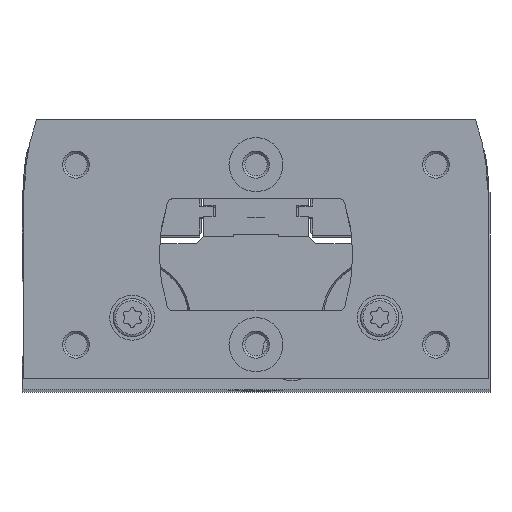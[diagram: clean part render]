
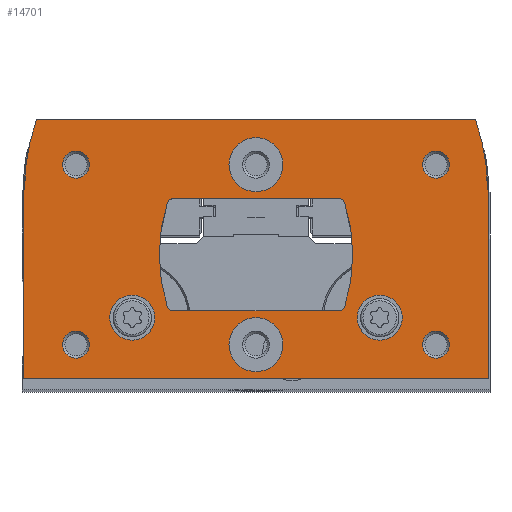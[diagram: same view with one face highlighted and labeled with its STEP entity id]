
A CAD part, top view. The second image highlights one B-rep face of the part: STEP entity #14701.
In plain terms, the highlighted planar face has unit normal (0, 0, 1).
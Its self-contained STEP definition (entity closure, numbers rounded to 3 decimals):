
#508=LINE('',#22969,#1350);
#513=LINE('',#22979,#1355);
#532=LINE('',#23028,#1374);
#538=LINE('',#23040,#1380);
#552=LINE('',#23111,#1394);
#554=LINE('',#23114,#1396);
#555=LINE('',#23178,#1397);
#556=LINE('',#23198,#1398);
#1350=VECTOR('',#18601,1000.);
#1355=VECTOR('',#18608,1000.);
#1374=VECTOR('',#18645,1000.);
#1380=VECTOR('',#18655,1000.);
#1394=VECTOR('',#18707,1000.);
#1396=VECTOR('',#18711,1000.);
#1397=VECTOR('',#18776,1000.);
#1398=VECTOR('',#18797,1000.);
#1922=PLANE('',#15873);
#3546=ORIENTED_EDGE('',*,*,#6536,.F.);
#3547=ORIENTED_EDGE('',*,*,#6537,.F.);
#3548=ORIENTED_EDGE('',*,*,#6538,.T.);
#3549=ORIENTED_EDGE('',*,*,#6539,.T.);
#3550=ORIENTED_EDGE('',*,*,#6540,.T.);
#3551=ORIENTED_EDGE('',*,*,#6541,.T.);
#3552=ORIENTED_EDGE('',*,*,#6542,.T.);
#3553=ORIENTED_EDGE('',*,*,#6543,.T.);
#3554=ORIENTED_EDGE('',*,*,#6484,.F.);
#3555=ORIENTED_EDGE('',*,*,#6501,.F.);
#3556=ORIENTED_EDGE('',*,*,#6496,.F.);
#3557=ORIENTED_EDGE('',*,*,#6493,.F.);
#3558=ORIENTED_EDGE('',*,*,#6544,.F.);
#3559=ORIENTED_EDGE('',*,*,#6545,.F.);
#3560=ORIENTED_EDGE('',*,*,#6546,.F.);
#3561=ORIENTED_EDGE('',*,*,#6487,.F.);
#3562=ORIENTED_EDGE('',*,*,#6471,.T.);
#3563=ORIENTED_EDGE('',*,*,#6465,.T.);
#3564=ORIENTED_EDGE('',*,*,#6503,.T.);
#3565=ORIENTED_EDGE('',*,*,#6435,.T.);
#3566=ORIENTED_EDGE('',*,*,#6440,.T.);
#3567=ORIENTED_EDGE('',*,*,#6444,.T.);
#3568=ORIENTED_EDGE('',*,*,#6535,.T.);
#3569=ORIENTED_EDGE('',*,*,#6477,.T.);
#6435=EDGE_CURVE('',#8075,#8074,#508,.T.);
#6440=EDGE_CURVE('',#8074,#8078,#513,.T.);
#6444=EDGE_CURVE('',#8078,#8080,#9140,.T.);
#6465=EDGE_CURVE('',#8097,#8099,#532,.T.);
#6471=EDGE_CURVE('',#8103,#8097,#538,.T.);
#6477=EDGE_CURVE('',#8108,#8103,#9146,.T.);
#6484=EDGE_CURVE('',#8112,#8113,#9149,.T.);
#6487=EDGE_CURVE('',#8113,#8114,#9150,.T.);
#6493=EDGE_CURVE('',#8118,#8119,#9153,.T.);
#6496=EDGE_CURVE('',#8119,#8121,#9154,.T.);
#6501=EDGE_CURVE('',#8121,#8112,#552,.T.);
#6503=EDGE_CURVE('',#8099,#8075,#554,.T.);
#6535=EDGE_CURVE('',#8080,#8108,#555,.T.);
#6536=EDGE_CURVE('',#8155,#8155,#9188,.T.);
#6537=EDGE_CURVE('',#8156,#8156,#9189,.T.);
#6538=EDGE_CURVE('',#8157,#8157,#9190,.T.);
#6539=EDGE_CURVE('',#8158,#8158,#9191,.T.);
#6540=EDGE_CURVE('',#8159,#8159,#9192,.T.);
#6541=EDGE_CURVE('',#8160,#8160,#9193,.T.);
#6542=EDGE_CURVE('',#8161,#8161,#9194,.T.);
#6543=EDGE_CURVE('',#8162,#8162,#9195,.T.);
#6544=EDGE_CURVE('',#8163,#8118,#9196,.T.);
#6545=EDGE_CURVE('',#8164,#8163,#556,.T.);
#6546=EDGE_CURVE('',#8114,#8164,#9197,.T.);
#8074=VERTEX_POINT('',#22968);
#8075=VERTEX_POINT('',#22970);
#8078=VERTEX_POINT('',#22978);
#8080=VERTEX_POINT('',#22985);
#8097=VERTEX_POINT('',#23022);
#8099=VERTEX_POINT('',#23027);
#8103=VERTEX_POINT('',#23038);
#8108=VERTEX_POINT('',#23053);
#8112=VERTEX_POINT('',#23068);
#8113=VERTEX_POINT('',#23070);
#8114=VERTEX_POINT('',#23078);
#8118=VERTEX_POINT('',#23091);
#8119=VERTEX_POINT('',#23093);
#8121=VERTEX_POINT('',#23103);
#8155=VERTEX_POINT('',#23181);
#8156=VERTEX_POINT('',#23183);
#8157=VERTEX_POINT('',#23185);
#8158=VERTEX_POINT('',#23187);
#8159=VERTEX_POINT('',#23189);
#8160=VERTEX_POINT('',#23191);
#8161=VERTEX_POINT('',#23193);
#8162=VERTEX_POINT('',#23195);
#8163=VERTEX_POINT('',#23197);
#8164=VERTEX_POINT('',#23199);
#9140=CIRCLE('',#15812,46.);
#9146=CIRCLE('',#15824,46.);
#9149=CIRCLE('',#15828,1.5);
#9150=CIRCLE('',#15830,38.);
#9153=CIRCLE('',#15834,38.);
#9154=CIRCLE('',#15836,1.5);
#9188=CIRCLE('',#15874,5.);
#9189=CIRCLE('',#15875,5.);
#9190=CIRCLE('',#15876,6.);
#9191=CIRCLE('',#15877,6.);
#9192=CIRCLE('',#15878,3.);
#9193=CIRCLE('',#15879,3.);
#9194=CIRCLE('',#15880,3.);
#9195=CIRCLE('',#15881,3.);
#9196=CIRCLE('',#15882,1.5);
#9197=CIRCLE('',#15883,1.5);
#10245=EDGE_LOOP('',(#3546));
#10246=EDGE_LOOP('',(#3547));
#10247=EDGE_LOOP('',(#3548));
#10248=EDGE_LOOP('',(#3549));
#10249=EDGE_LOOP('',(#3550));
#10250=EDGE_LOOP('',(#3551));
#10251=EDGE_LOOP('',(#3552));
#10252=EDGE_LOOP('',(#3553));
#10253=EDGE_LOOP('',(#3554,#3555,#3556,#3557,#3558,#3559,#3560,#3561));
#10254=EDGE_LOOP('',(#3562,#3563,#3564,#3565,#3566,#3567,#3568,#3569));
#11365=FACE_BOUND('',#10245,.T.);
#11366=FACE_BOUND('',#10246,.T.);
#11367=FACE_BOUND('',#10247,.T.);
#11368=FACE_BOUND('',#10248,.T.);
#11369=FACE_BOUND('',#10249,.T.);
#11370=FACE_BOUND('',#10250,.T.);
#11371=FACE_BOUND('',#10251,.T.);
#11372=FACE_BOUND('',#10252,.T.);
#11373=FACE_BOUND('',#10253,.T.);
#11374=FACE_BOUND('',#10254,.T.);
#14701=ADVANCED_FACE('',(#11365,#11366,#11367,#11368,#11369,#11370,#11371,
#11372,#11373,#11374),#1922,.T.);
#15812=AXIS2_PLACEMENT_3D('',#22986,#18615,#18616);
#15824=AXIS2_PLACEMENT_3D('',#23052,#18666,#18667);
#15828=AXIS2_PLACEMENT_3D('',#23069,#18677,#18678);
#15830=AXIS2_PLACEMENT_3D('',#23077,#18682,#18683);
#15834=AXIS2_PLACEMENT_3D('',#23092,#18692,#18693);
#15836=AXIS2_PLACEMENT_3D('',#23102,#18697,#18698);
#15873=AXIS2_PLACEMENT_3D('',#23179,#18777,#18778);
#15874=AXIS2_PLACEMENT_3D('',#23180,#18779,#18780);
#15875=AXIS2_PLACEMENT_3D('',#23182,#18781,#18782);
#15876=AXIS2_PLACEMENT_3D('',#23184,#18783,#18784);
#15877=AXIS2_PLACEMENT_3D('',#23186,#18785,#18786);
#15878=AXIS2_PLACEMENT_3D('',#23188,#18787,#18788);
#15879=AXIS2_PLACEMENT_3D('',#23190,#18789,#18790);
#15880=AXIS2_PLACEMENT_3D('',#23192,#18791,#18792);
#15881=AXIS2_PLACEMENT_3D('',#23194,#18793,#18794);
#15882=AXIS2_PLACEMENT_3D('',#23196,#18795,#18796);
#15883=AXIS2_PLACEMENT_3D('',#23200,#18798,#18799);
#18601=DIRECTION('',(0.,1.,0.));
#18608=DIRECTION('',(-0.866,0.5,0.));
#18615=DIRECTION('',(0.,0.,1.));
#18616=DIRECTION('',(1.,0.,0.));
#18645=DIRECTION('',(0.,-1.,0.));
#18655=DIRECTION('',(-0.866,-0.5,0.));
#18666=DIRECTION('',(0.,0.,1.));
#18667=DIRECTION('',(1.,0.,0.));
#18677=DIRECTION('',(0.,0.,1.));
#18678=DIRECTION('',(1.,0.,0.));
#18682=DIRECTION('',(0.,0.,1.));
#18683=DIRECTION('',(1.,0.,0.));
#18692=DIRECTION('',(0.,0.,1.));
#18693=DIRECTION('',(1.,0.,0.));
#18697=DIRECTION('',(0.,0.,1.));
#18698=DIRECTION('',(1.,0.,0.));
#18707=DIRECTION('',(-1.,0.,0.));
#18711=DIRECTION('',(1.,0.,0.));
#18776=DIRECTION('',(-1.,0.,0.));
#18777=DIRECTION('',(0.,0.,1.));
#18778=DIRECTION('',(1.,0.,0.));
#18779=DIRECTION('',(0.,0.,1.));
#18780=DIRECTION('',(1.,0.,0.));
#18781=DIRECTION('',(0.,0.,1.));
#18782=DIRECTION('',(1.,0.,0.));
#18783=DIRECTION('',(0.,0.,-1.));
#18784=DIRECTION('',(-1.,0.,0.));
#18785=DIRECTION('',(0.,0.,-1.));
#18786=DIRECTION('',(-1.,0.,0.));
#18787=DIRECTION('',(0.,0.,-1.));
#18788=DIRECTION('',(-1.,0.,0.));
#18789=DIRECTION('',(0.,0.,-1.));
#18790=DIRECTION('',(-1.,0.,0.));
#18791=DIRECTION('',(0.,0.,-1.));
#18792=DIRECTION('',(-1.,0.,0.));
#18793=DIRECTION('',(0.,0.,-1.));
#18794=DIRECTION('',(-1.,0.,0.));
#18795=DIRECTION('',(0.,0.,1.));
#18796=DIRECTION('',(1.,0.,0.));
#18797=DIRECTION('',(1.,0.,0.));
#18798=DIRECTION('',(0.,0.,1.));
#18799=DIRECTION('',(1.,0.,0.));
#22968=CARTESIAN_POINT('',(51.75,41.827,0.));
#22969=CARTESIAN_POINT('',(51.75,0.,0.));
#22970=CARTESIAN_POINT('',(51.75,0.,0.));
#22978=CARTESIAN_POINT('',(51.45,42.,0.));
#22979=CARTESIAN_POINT('',(51.75,41.827,0.));
#22985=CARTESIAN_POINT('',(48.76,57.5,0.));
#22986=CARTESIAN_POINT('',(5.45,42.,0.));
#23022=CARTESIAN_POINT('',(-51.75,41.827,0.));
#23027=CARTESIAN_POINT('',(-51.75,0.,0.));
#23028=CARTESIAN_POINT('',(-51.75,41.827,0.));
#23038=CARTESIAN_POINT('',(-51.45,42.,0.));
#23040=CARTESIAN_POINT('',(-51.45,42.,0.));
#23052=CARTESIAN_POINT('',(-5.45,42.,0.));
#23053=CARTESIAN_POINT('',(-48.76,57.5,0.));
#23068=CARTESIAN_POINT('',(-18.303,40.,0.));
#23069=CARTESIAN_POINT('',(-18.303,38.5,0.));
#23070=CARTESIAN_POINT('',(-19.733,38.952,0.));
#23077=CARTESIAN_POINT('',(16.5,27.5,0.));
#23078=CARTESIAN_POINT('',(-19.733,16.048,0.));
#23091=CARTESIAN_POINT('',(19.733,16.048,0.));
#23092=CARTESIAN_POINT('',(-16.5,27.5,0.));
#23093=CARTESIAN_POINT('',(19.733,38.952,0.));
#23102=CARTESIAN_POINT('',(18.303,38.5,0.));
#23103=CARTESIAN_POINT('',(18.303,40.,0.));
#23111=CARTESIAN_POINT('',(18.303,40.,0.));
#23114=CARTESIAN_POINT('',(-51.75,0.,0.));
#23178=CARTESIAN_POINT('',(48.76,57.5,0.));
#23179=CARTESIAN_POINT('',(5.45,42.,0.));
#23180=CARTESIAN_POINT('',(-27.5,13.5,0.));
#23181=CARTESIAN_POINT('',(-22.5,13.5,0.));
#23182=CARTESIAN_POINT('',(27.5,13.5,0.));
#23183=CARTESIAN_POINT('',(32.5,13.5,0.));
#23184=CARTESIAN_POINT('',(0.,7.5,0.));
#23185=CARTESIAN_POINT('',(-6.,7.5,0.));
#23186=CARTESIAN_POINT('',(0.,47.5,0.));
#23187=CARTESIAN_POINT('',(-6.,47.5,0.));
#23188=CARTESIAN_POINT('',(40.,7.5,0.));
#23189=CARTESIAN_POINT('',(37.,7.5,0.));
#23190=CARTESIAN_POINT('',(-40.,7.5,0.));
#23191=CARTESIAN_POINT('',(-43.,7.5,0.));
#23192=CARTESIAN_POINT('',(-40.,47.5,0.));
#23193=CARTESIAN_POINT('',(-43.,47.5,0.));
#23194=CARTESIAN_POINT('',(40.,47.5,0.));
#23195=CARTESIAN_POINT('',(37.,47.5,0.));
#23196=CARTESIAN_POINT('',(18.303,16.5,0.));
#23197=CARTESIAN_POINT('',(18.303,15.,0.));
#23198=CARTESIAN_POINT('',(-18.303,15.,0.));
#23199=CARTESIAN_POINT('',(-18.303,15.,0.));
#23200=CARTESIAN_POINT('',(-18.303,16.5,0.));
